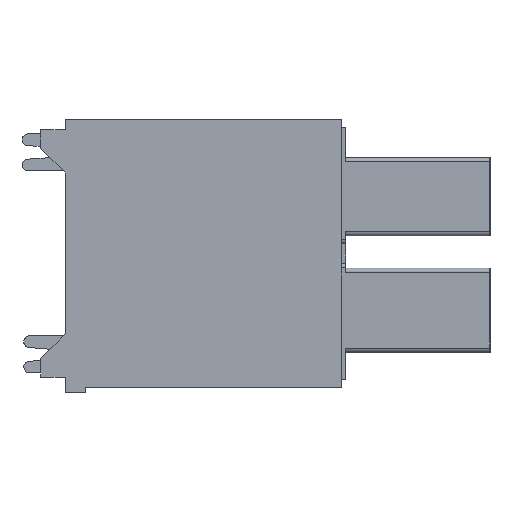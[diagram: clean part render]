
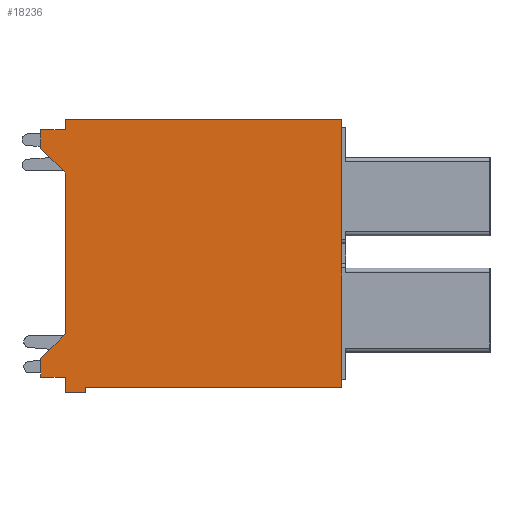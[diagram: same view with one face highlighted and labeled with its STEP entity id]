
A CAD part, left-side view. The second image highlights one B-rep face of the part: STEP entity #18236.
In plain terms, the highlighted planar face has unit normal (-1, 0, 0).
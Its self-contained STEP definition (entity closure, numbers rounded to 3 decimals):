
#2156=ORIENTED_EDGE('',*,*,#6196,.F.);
#2157=ORIENTED_EDGE('',*,*,#6965,.T.);
#2158=ORIENTED_EDGE('',*,*,#6966,.F.);
#2159=ORIENTED_EDGE('',*,*,#6967,.T.);
#2160=ORIENTED_EDGE('',*,*,#6217,.F.);
#2161=ORIENTED_EDGE('',*,*,#6968,.T.);
#2162=ORIENTED_EDGE('',*,*,#6969,.T.);
#2163=ORIENTED_EDGE('',*,*,#6120,.T.);
#2164=ORIENTED_EDGE('',*,*,#6956,.T.);
#2165=ORIENTED_EDGE('',*,*,#6505,.F.);
#2166=ORIENTED_EDGE('',*,*,#6253,.F.);
#2167=ORIENTED_EDGE('',*,*,#6970,.F.);
#2168=ORIENTED_EDGE('',*,*,#6971,.T.);
#2169=ORIENTED_EDGE('',*,*,#6972,.T.);
#6120=EDGE_CURVE('',#8776,#8802,#10578,.T.);
#6196=EDGE_CURVE('',#8873,#8874,#10634,.T.);
#6217=EDGE_CURVE('',#8894,#8895,#10655,.T.);
#6253=EDGE_CURVE('',#8930,#8931,#10691,.T.);
#6505=EDGE_CURVE('',#8931,#9112,#10943,.T.);
#6956=EDGE_CURVE('',#8802,#9112,#11321,.T.);
#6965=EDGE_CURVE('',#8873,#9378,#11330,.T.);
#6966=EDGE_CURVE('',#9379,#9378,#11331,.T.);
#6967=EDGE_CURVE('',#9379,#8895,#11332,.T.);
#6968=EDGE_CURVE('',#8894,#9380,#11333,.T.);
#6969=EDGE_CURVE('',#9380,#8776,#11334,.T.);
#6970=EDGE_CURVE('',#9381,#8930,#11335,.T.);
#6971=EDGE_CURVE('',#9381,#9382,#11336,.T.);
#6972=EDGE_CURVE('',#9382,#8874,#11337,.T.);
#8776=VERTEX_POINT('',#25255);
#8802=VERTEX_POINT('',#25307);
#8873=VERTEX_POINT('',#25465);
#8874=VERTEX_POINT('',#25467);
#8894=VERTEX_POINT('',#25508);
#8895=VERTEX_POINT('',#25510);
#8930=VERTEX_POINT('',#25581);
#8931=VERTEX_POINT('',#25583);
#9112=VERTEX_POINT('',#26074);
#9378=VERTEX_POINT('',#27536);
#9379=VERTEX_POINT('',#27538);
#9380=VERTEX_POINT('',#27541);
#9381=VERTEX_POINT('',#27544);
#9382=VERTEX_POINT('',#27546);
#10578=LINE('',#25308,#12882);
#10634=LINE('',#25466,#12938);
#10655=LINE('',#25509,#12959);
#10691=LINE('',#25582,#12995);
#10943=LINE('',#26073,#13247);
#11321=LINE('',#27519,#13625);
#11330=LINE('',#27535,#13634);
#11331=LINE('',#27537,#13635);
#11332=LINE('',#27539,#13636);
#11333=LINE('',#27540,#13637);
#11334=LINE('',#27542,#13638);
#11335=LINE('',#27543,#13639);
#11336=LINE('',#27545,#13640);
#11337=LINE('',#27547,#13641);
#12882=VECTOR('',#20364,1000.);
#12938=VECTOR('',#20482,1000.);
#12959=VECTOR('',#20505,1000.);
#12995=VECTOR('',#20543,1000.);
#13247=VECTOR('',#20911,1000.);
#13625=VECTOR('',#21661,1000.);
#13634=VECTOR('',#21674,1000.);
#13635=VECTOR('',#21675,1000.);
#13636=VECTOR('',#21676,1000.);
#13637=VECTOR('',#21677,1000.);
#13638=VECTOR('',#21678,1000.);
#13639=VECTOR('',#21679,1000.);
#13640=VECTOR('',#21680,1000.);
#13641=VECTOR('',#21681,1000.);
#15419=EDGE_LOOP('',(#2156,#2157,#2158,#2159,#2160,#2161,#2162,#2163,#2164,
#2165,#2166,#2167,#2168,#2169));
#16481=FACE_BOUND('',#15419,.T.);
#17431=PLANE('',#19296);
#18236=ADVANCED_FACE('',(#16481),#17431,.F.);
#19296=AXIS2_PLACEMENT_3D('',#27534,#21672,#21673);
#20364=DIRECTION('',(0.,-1.,0.));
#20482=DIRECTION('',(0.,0.,1.));
#20505=DIRECTION('',(0.,0.,1.));
#20543=DIRECTION('',(0.,0.,1.));
#20911=DIRECTION('',(0.,-1.,0.));
#21661=DIRECTION('',(0.,0.,1.));
#21672=DIRECTION('',(1.,0.,0.));
#21673=DIRECTION('',(0.,0.,-1.));
#21674=DIRECTION('',(0.,0.707,-0.707));
#21675=DIRECTION('',(0.,0.,1.));
#21676=DIRECTION('',(0.,-1.,0.));
#21677=DIRECTION('',(0.,-1.,0.));
#21678=DIRECTION('',(0.,0.,1.));
#21679=DIRECTION('',(0.,-1.,0.));
#21680=DIRECTION('',(0.,0.,-1.));
#21681=DIRECTION('',(0.,-0.707,-0.707));
#25255=CARTESIAN_POINT('',(-9.15,12.4,-6.5));
#25307=CARTESIAN_POINT('',(-9.15,0.,-6.5));
#25308=CARTESIAN_POINT('',(-9.15,13.4,-6.5));
#25465=CARTESIAN_POINT('',(-9.15,13.4,-3.9));
#25466=CARTESIAN_POINT('',(-9.15,13.4,-6.5));
#25467=CARTESIAN_POINT('',(-9.15,13.4,3.9));
#25508=CARTESIAN_POINT('',(-9.15,13.4,-6.75));
#25509=CARTESIAN_POINT('',(-9.15,13.4,-6.5));
#25510=CARTESIAN_POINT('',(-9.15,13.4,-6.));
#25581=CARTESIAN_POINT('',(-9.15,13.4,6.));
#25582=CARTESIAN_POINT('',(-9.15,13.4,-6.5));
#25583=CARTESIAN_POINT('',(-9.15,13.4,6.5));
#26073=CARTESIAN_POINT('',(-9.15,13.4,6.5));
#26074=CARTESIAN_POINT('',(-9.15,0.,6.5));
#27519=CARTESIAN_POINT('',(-9.15,0.,-6.5));
#27534=CARTESIAN_POINT('',(-9.15,13.4,-6.5));
#27535=CARTESIAN_POINT('',(-9.15,14.6,-5.1));
#27536=CARTESIAN_POINT('',(-9.15,14.6,-5.1));
#27537=CARTESIAN_POINT('',(-9.15,14.6,-6.));
#27538=CARTESIAN_POINT('',(-9.15,14.6,-6.));
#27539=CARTESIAN_POINT('',(-9.15,14.6,-6.));
#27540=CARTESIAN_POINT('',(-9.15,12.4,-6.75));
#27541=CARTESIAN_POINT('',(-9.15,12.4,-6.75));
#27542=CARTESIAN_POINT('',(-9.15,12.4,-6.5));
#27543=CARTESIAN_POINT('',(-9.15,14.6,6.));
#27544=CARTESIAN_POINT('',(-9.15,14.6,6.));
#27545=CARTESIAN_POINT('',(-9.15,14.6,6.));
#27546=CARTESIAN_POINT('',(-9.15,14.6,5.1));
#27547=CARTESIAN_POINT('',(-9.15,13.4,3.9));
